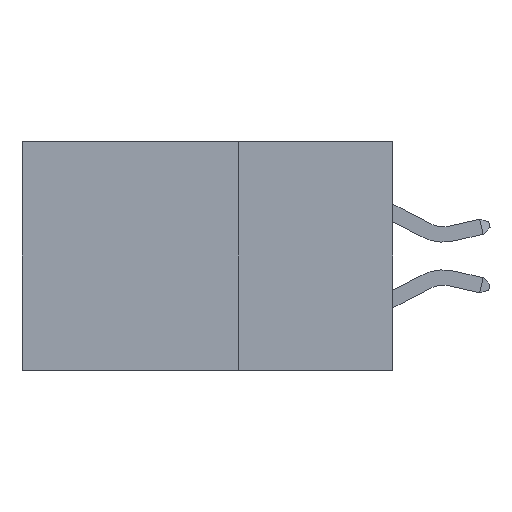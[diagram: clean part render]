
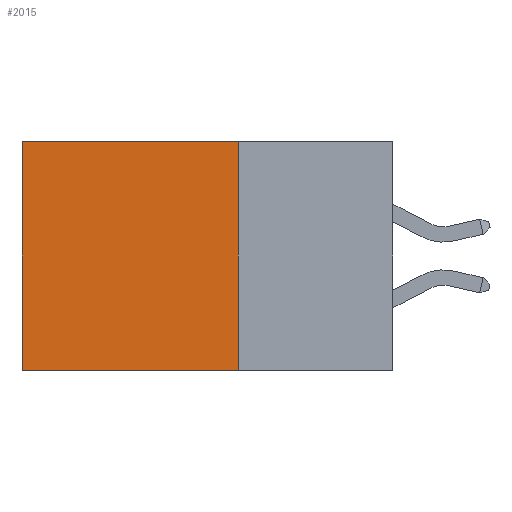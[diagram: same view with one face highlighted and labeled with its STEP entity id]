
A CAD part, left-side view. The second image highlights one B-rep face of the part: STEP entity #2015.
In plain terms, the highlighted planar face has unit normal (-1, 0, 0).
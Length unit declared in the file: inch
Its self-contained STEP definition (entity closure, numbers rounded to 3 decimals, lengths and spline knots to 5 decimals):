
#146 = CARTESIAN_POINT ( 'NONE',  ( 0.2875, 0.6, 0. ) ) ;
#237 = EDGE_CURVE ( 'NONE', #2825, #7447, #10253, .T. ) ;
#1815 = EDGE_CURVE ( 'NONE', #10259, #2825, #6795, .T. ) ;
#2015 = ADVANCED_FACE ( 'NONE', ( #5408 ), #8751, .F. ) ;
#2098 = DIRECTION ( 'NONE',  ( 1., 0., 0. ) ) ;
#2418 = LINE ( 'NONE', #3133, #4934 ) ;
#2497 = CARTESIAN_POINT ( 'NONE',  ( 0.2875, 0.25, 0. ) ) ;
#2825 = VERTEX_POINT ( 'NONE', #5100 ) ;
#3008 = CARTESIAN_POINT ( 'NONE',  ( 0.2875, 0.25, -0.37 ) ) ;
#3133 = CARTESIAN_POINT ( 'NONE',  ( 0.2875, 0.25, -0.37 ) ) ;
#4579 = CARTESIAN_POINT ( 'NONE',  ( 0.2875, 0.25, 0. ) ) ;
#4771 = VERTEX_POINT ( 'NONE', #3008 ) ;
#4934 = VECTOR ( 'NONE', #7555, 39.37008 ) ;
#5003 = ORIENTED_EDGE ( 'NONE', *, *, #1815, .T. ) ;
#5100 = CARTESIAN_POINT ( 'NONE',  ( 0.2875, 0.6, 0. ) ) ;
#5135 = DIRECTION ( 'NONE',  ( 0., 1., 0. ) ) ;
#5200 = DIRECTION ( 'NONE',  ( 0., 0., -1. ) ) ;
#5234 = ORIENTED_EDGE ( 'NONE', *, *, #7356, .F. ) ;
#5408 = FACE_OUTER_BOUND ( 'NONE', #8803, .T. ) ;
#5454 = CARTESIAN_POINT ( 'NONE',  ( 0.2875, 0.25, 0. ) ) ;
#5624 = CARTESIAN_POINT ( 'NONE',  ( 0.2875, 0.6, -0.37 ) ) ;
#5763 = EDGE_CURVE ( 'NONE', #4771, #7447, #2418, .T. ) ;
#5770 = ORIENTED_EDGE ( 'NONE', *, *, #5763, .F. ) ;
#6795 = LINE ( 'NONE', #2497, #8863 ) ;
#6950 = CARTESIAN_POINT ( 'NONE',  ( 0.2875, 0.25, 0. ) ) ;
#7157 = LINE ( 'NONE', #5454, #7610 ) ;
#7356 = EDGE_CURVE ( 'NONE', #10259, #4771, #7157, .T. ) ;
#7447 = VERTEX_POINT ( 'NONE', #5624 ) ;
#7555 = DIRECTION ( 'NONE',  ( 0., 1., 0. ) ) ;
#7609 = ORIENTED_EDGE ( 'NONE', *, *, #237, .T. ) ;
#7610 = VECTOR ( 'NONE', #7876, 39.37008 ) ;
#7876 = DIRECTION ( 'NONE',  ( 0., 0., -1. ) ) ;
#8751 = PLANE ( 'NONE',  #10270 ) ;
#8803 = EDGE_LOOP ( 'NONE', ( #7609, #5770, #5234, #5003 ) ) ;
#8863 = VECTOR ( 'NONE', #5135, 39.37008 ) ;
#8914 = VECTOR ( 'NONE', #5200, 39.37008 ) ;
#10253 = LINE ( 'NONE', #146, #8914 ) ;
#10259 = VERTEX_POINT ( 'NONE', #4579 ) ;
#10270 = AXIS2_PLACEMENT_3D ( 'NONE', #6950, #2098, #10291 ) ;
#10291 = DIRECTION ( 'NONE',  ( 0., 0., -1. ) ) ;
